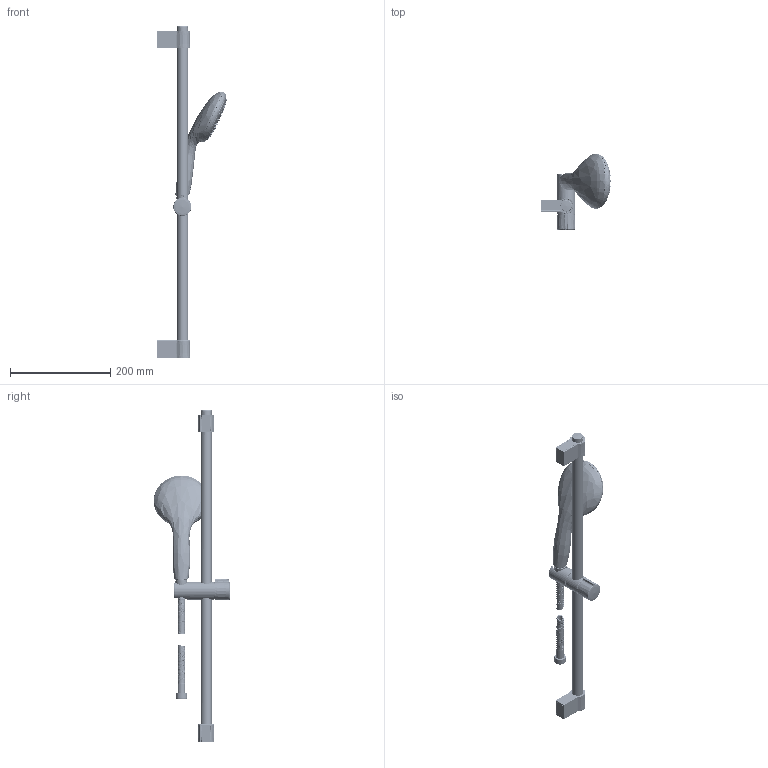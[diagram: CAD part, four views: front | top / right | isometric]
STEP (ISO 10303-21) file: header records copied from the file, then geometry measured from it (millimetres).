
FILE_DESCRIPTION(/* description */ ('Unknown'),/* implementation_level */ '2;1');
FILE_NAME(/* name */ '27924003',/* time_stamp */ '2023-01-09T06:30:46+01:00',/* author */ ('Unknown'),/* organization */ ('GROHE AG'),/* preprocessor_version */ 'ST-DEVELOPER v16.7',/* originating_system */ 'DEX',/* authorisation */ $);
FILE_SCHEMA (('AUTOMOTIVE_DESIGN {1 0 10303 214 3 1 1}'));
Products named in the file (1): 27924003
Bounding box: 139.56 x 152.22 x 661.05 mm (x, y, z)
Volume: 324396.4 mm3; surface area: 311079.2 mm2
Topology: 18 solids, 23 shells, 8766 faces, 21558 edges, 12452 vertices
Faces by surface type: bspline 4649, cylinder 1497, plane 1128, torus 754, sphere 396, cone 342
Full cylindrical faces by diameter (mm): 2.8 x158, 3.7 x79, 4.3 x1, 8.3 x2, 10.8 x2, 12 x2, 12.2 x1, 12.35 x1, 12.4 x2, 12.55 x2, 14 x1, 14.7 x2, 14.9 x1, 15.1 x1, 15.6 x1, 16 x3, 16.2 x3, 16.4 x1, 17.996 x4, 18.2 x1, 18.4 x1, 18.5 x1, 18.631 x2, 19.2 x1, 19.9 x1, 20.2 x1, 20.7 x1, 21 x2, 21.2 x4, 21.9 x1
Entity records: 335969 total; most frequent: CARTESIAN_POINT 170392, ORIENTED_EDGE 38306, DIRECTION 25057, EDGE_CURVE 19153, VERTEX_POINT 11602, AXIS2_PLACEMENT_3D 11074, EDGE_LOOP 10365, FACE_BOUND 10365
